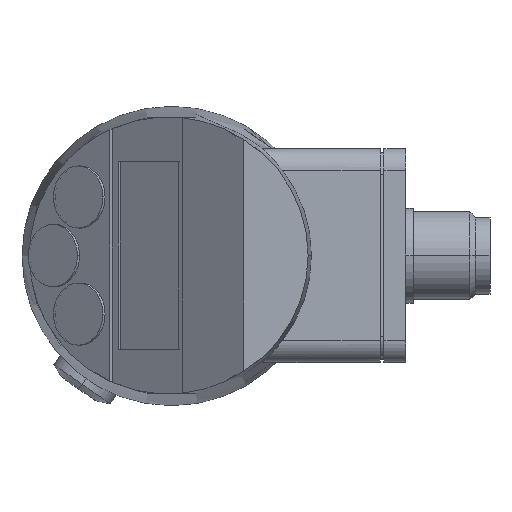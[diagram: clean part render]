
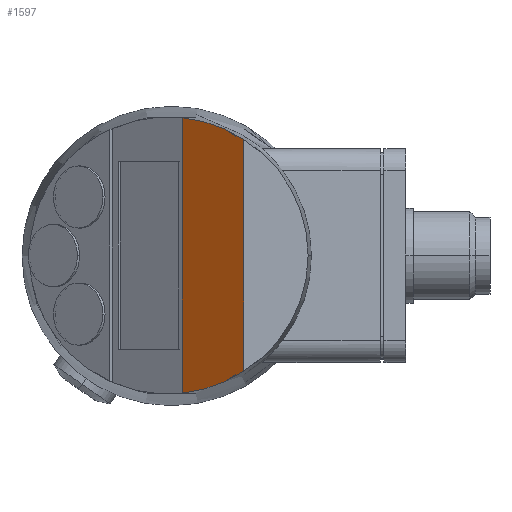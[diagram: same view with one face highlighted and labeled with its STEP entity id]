
A CAD part, top view. The second image highlights one B-rep face of the part: STEP entity #1597.
In plain terms, the highlighted planar face has unit normal (-0.612, 0, 0.791).
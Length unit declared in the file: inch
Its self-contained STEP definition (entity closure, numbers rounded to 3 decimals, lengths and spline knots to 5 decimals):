
#23 = AXIS2_PLACEMENT_3D ( 'NONE', #731, #1932, #964 ) ;
#115 = CARTESIAN_POINT ( 'NONE',  ( 0.28816, 0.68864, 2.00567 ) ) ;
#148 = ORIENTED_EDGE ( 'NONE', *, *, #1441, .F. ) ;
#175 = CARTESIAN_POINT ( 'NONE',  ( 0.0576, -0.74095, 1.82747 ) ) ;
#220 = VECTOR ( 'NONE', #274, 39.37008 ) ;
#248 = VERTEX_POINT ( 'NONE', #2522 ) ;
#274 = DIRECTION ( 'NONE',  ( 0., -1., 0. ) ) ;
#430 = CARTESIAN_POINT ( 'NONE',  ( 0.3878, 0.62349, 2.08268 ) ) ;
#523 = EDGE_CURVE ( 'NONE', #2736, #1860, #3154, .T. ) ;
#602 = EDGE_CURVE ( 'NONE', #1159, #248, #2741, .T. ) ;
#712 = FACE_OUTER_BOUND ( 'NONE', #852, .T. ) ;
#727 = EDGE_CURVE ( 'NONE', #248, #2736, #2738, .T. ) ;
#731 = CARTESIAN_POINT ( 'NONE',  ( -0.20866, -0.80512, 1.62168 ) ) ;
#826 = CARTESIAN_POINT ( 'NONE',  ( 0.28816, -0.68864, 2.00567 ) ) ;
#852 = EDGE_LOOP ( 'NONE', ( #3684, #148, #3069, #3552 ) ) ;
#905 = LINE ( 'NONE', #2113, #220 ) ;
#964 = DIRECTION ( 'NONE',  ( -0.791, 0., -0.612 ) ) ;
#974 = CARTESIAN_POINT ( 'NONE',  ( 0.3878, -0.62349, 2.08268 ) ) ;
#1003 = CARTESIAN_POINT ( 'NONE',  ( 0.0576, 0.74095, 1.82747 ) ) ;
#1159 = VERTEX_POINT ( 'NONE', #974 ) ;
#1441 = EDGE_CURVE ( 'NONE', #1860, #1159, #905, .T. ) ;
#1482 = DIRECTION ( 'NONE',  ( 0., 1., 0. ) ) ;
#1597 = ADVANCED_FACE ( 'NONE', ( #712 ), #3066, .F. ) ;
#1774 = VECTOR ( 'NONE', #1482, 39.37008 ) ;
#1860 = VERTEX_POINT ( 'NONE', #2159 ) ;
#1932 = DIRECTION ( 'NONE',  ( 0.612, 0., -0.791 ) ) ;
#2014 = CARTESIAN_POINT ( 'NONE',  ( 0.176, -0.72854, 1.91898 ) ) ;
#2113 = CARTESIAN_POINT ( 'NONE',  ( 0.3878, -0.80512, 2.08268 ) ) ;
#2159 = CARTESIAN_POINT ( 'NONE',  ( 0.3878, 0.62349, 2.08268 ) ) ;
#2211 = CARTESIAN_POINT ( 'NONE',  ( 0.176, 0.72854, 1.91898 ) ) ;
#2522 = CARTESIAN_POINT ( 'NONE',  ( 0.0576, -0.74095, 1.82747 ) ) ;
#2736 = VERTEX_POINT ( 'NONE', #3189 ) ;
#2738 = LINE ( 'NONE', #3894, #1774 ) ;
#2741 =( BOUNDED_CURVE ( )  B_SPLINE_CURVE ( 3, ( #3555, #826, #2014, #175 ),
 .UNSPECIFIED., .F., .F. ) 
 B_SPLINE_CURVE_WITH_KNOTS ( ( 4, 4 ),
 ( 4.13315, 4.60785 ),
 .UNSPECIFIED. ) 
 CURVE ( )  GEOMETRIC_REPRESENTATION_ITEM ( )  RATIONAL_B_SPLINE_CURVE ( ( 1., 0.981, 0.981, 1. ) ) 
 REPRESENTATION_ITEM ( '' )  );
#3066 = PLANE ( 'NONE',  #23 ) ;
#3069 = ORIENTED_EDGE ( 'NONE', *, *, #523, .F. ) ;
#3154 =( BOUNDED_CURVE ( )  B_SPLINE_CURVE ( 3, ( #1003, #2211, #115, #430 ),
 .UNSPECIFIED., .F., .T. ) 
 B_SPLINE_CURVE_WITH_KNOTS ( ( 4, 4 ),
 ( 1.67534, 2.15004 ),
 .UNSPECIFIED. ) 
 CURVE ( )  GEOMETRIC_REPRESENTATION_ITEM ( )  RATIONAL_B_SPLINE_CURVE ( ( 1., 0.981, 0.981, 1. ) ) 
 REPRESENTATION_ITEM ( '' )  );
#3189 = CARTESIAN_POINT ( 'NONE',  ( 0.0576, 0.74095, 1.82747 ) ) ;
#3552 = ORIENTED_EDGE ( 'NONE', *, *, #727, .F. ) ;
#3555 = CARTESIAN_POINT ( 'NONE',  ( 0.3878, -0.62349, 2.08268 ) ) ;
#3684 = ORIENTED_EDGE ( 'NONE', *, *, #602, .F. ) ;
#3894 = CARTESIAN_POINT ( 'NONE',  ( 0.0576, -0.80512, 1.82747 ) ) ;
